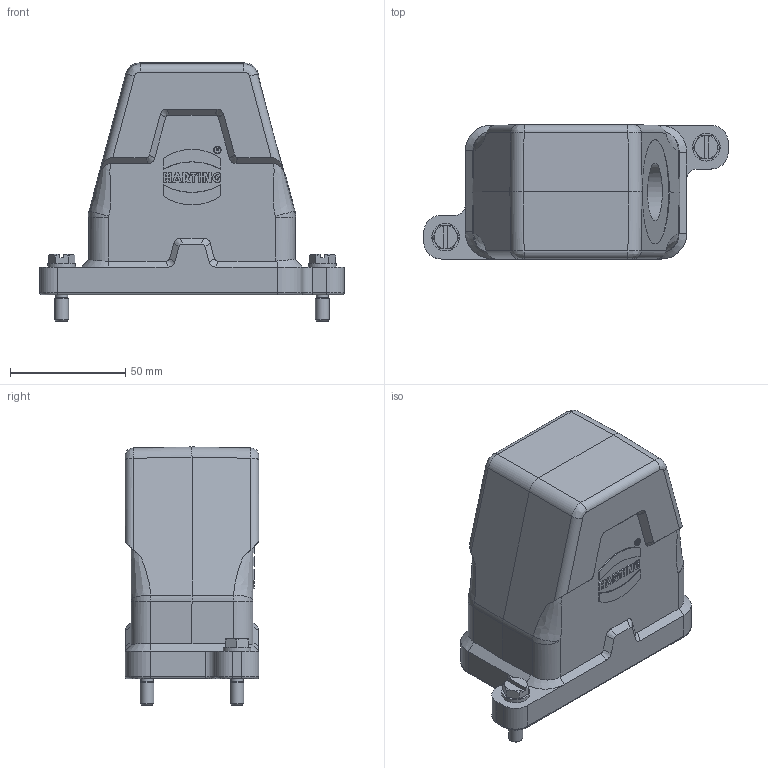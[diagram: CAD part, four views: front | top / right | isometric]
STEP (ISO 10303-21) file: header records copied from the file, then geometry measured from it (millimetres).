
FILE_DESCRIPTION(/* description */ (''),/* implementation_level */ '2;1');
FILE_NAME(/* name */ '100122282ugm000_d.stp',/* time_stamp */ '2017-10-24T08:52:44+02:00',/* author */ (''),/* organization */ (''),/* preprocessor_version */ 'ST-DEVELOPER v16',/* originating_system */ 'SIEMENS PLM Software NX 10.0',/* authorisation */ '');
FILE_SCHEMA (('AUTOMOTIVE_DESIGN { 1 0 10303 214 3 1 1 1 }'));
Length unit declared in the file: millimetre
Products named in the file (1): 100122282ugm000_d
Bounding box: 132 x 58 x 111.9 mm (x, y, z)
Volume: 169835.3 mm3; surface area: 61318.7 mm2
Topology: 1 solids, 1 shells, 435 faces, 1096 edges, 690 vertices
Faces by surface type: plane 216, cylinder 96, bspline 65, cone 38, torus 20
Full cylindrical faces by diameter (mm): 3 x4, 5.3 x2, 6 x2, 12 x2, 25 x1, 45.3 x1
Entity records: 17749 total; most frequent: CARTESIAN_POINT 5229, ORIENTED_EDGE 2098, DIRECTION 1901, EDGE_CURVE 1049, AXIS2_PLACEMENT_3D 663, VERTEX_POINT 662, LINE 575, VECTOR 575
